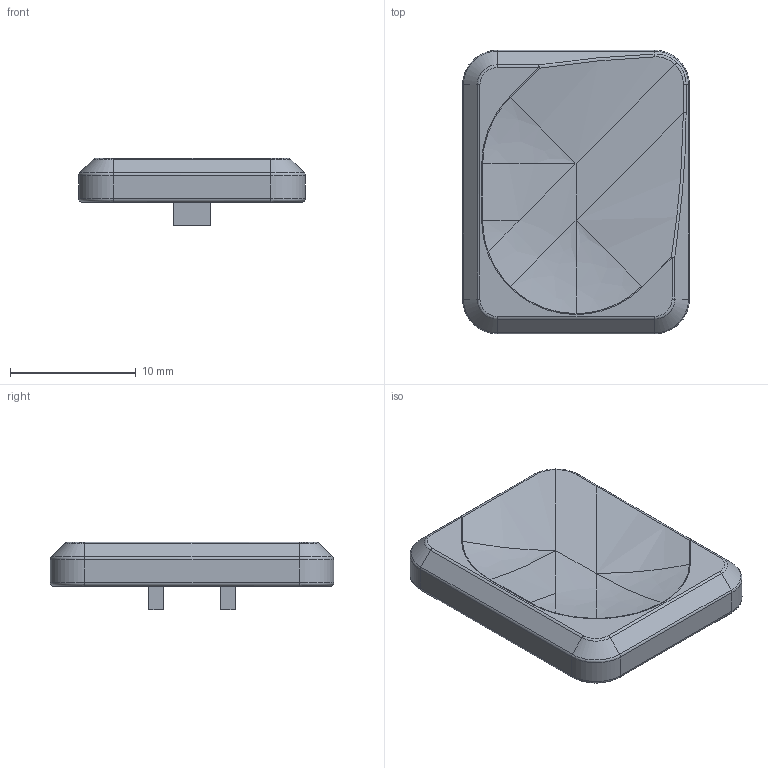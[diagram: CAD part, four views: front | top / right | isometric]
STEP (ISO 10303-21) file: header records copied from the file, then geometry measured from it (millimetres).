
FILE_DESCRIPTION(/* description */ (''),/* implementation_level */ '2;1');
FILE_NAME(/* name */ 'KEA Profile Choc MX Spaced - 1.25u Thumb Right',/* time_stamp */ '2025-03-23T10:18:35+13:00',/* author */ (''),/* organization */ (''),/* preprocessor_version */ 'ST-DEVELOPER v16.5',/* originating_system */ 'Rhino 7.38',/* authorisation */ '');
FILE_SCHEMA (('AUTOMOTIVE_DESIGN_CC2'));
Length unit declared in the file: millimetre
Products named in the file (1): Document
Bounding box: 18 x 22.5 x 5.34 mm (x, y, z)
Volume: 795.5 mm3; surface area: 1093.2 mm2
Topology: 1 solids, 1 shells, 103 faces, 237 edges, 136 vertices
Faces by surface type: bspline 46, cylinder 30, plane 27
Entity records: 2837 total; most frequent: CARTESIAN_POINT 1374, ORIENTED_EDGE 468, EDGE_CURVE 234, VERTEX_POINT 136, B_SPLINE_CURVE_WITH_KNOTS 114, EDGE_LOOP 106, ADVANCED_FACE 103, FACE_OUTER_BOUND 103
